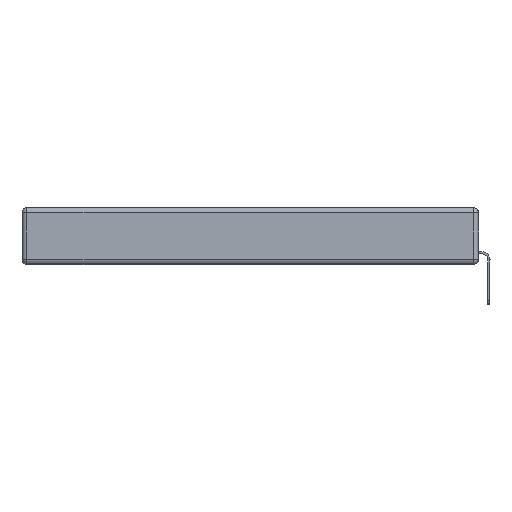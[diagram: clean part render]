
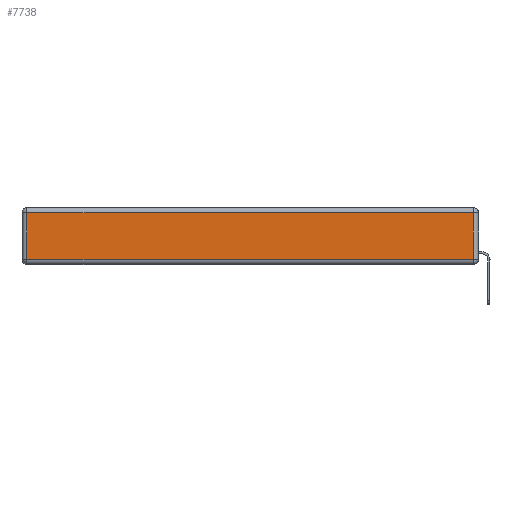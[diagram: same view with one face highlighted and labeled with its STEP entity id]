
A CAD part, left-side view. The second image highlights one B-rep face of the part: STEP entity #7738.
In plain terms, the highlighted planar face has unit normal (-1, 0, 0).
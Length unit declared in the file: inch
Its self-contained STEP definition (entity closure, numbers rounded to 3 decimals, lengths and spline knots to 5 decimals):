
#107 = LINE ( 'NONE', #13185, #1153 ) ;
#123 = VERTEX_POINT ( 'NONE', #2492 ) ;
#465 = DIRECTION ( 'NONE',  ( 0., 0., 1. ) ) ;
#1153 = VECTOR ( 'NONE', #4305, 39.37008 ) ;
#1587 = ORIENTED_EDGE ( 'NONE', *, *, #5707, .T. ) ;
#1693 = CARTESIAN_POINT ( 'NONE',  ( 0., 0., -0.343 ) ) ;
#2225 = VECTOR ( 'NONE', #3871, 39.37008 ) ;
#2492 = CARTESIAN_POINT ( 'NONE',  ( 0., 0.03, -0.313 ) ) ;
#3186 = VERTEX_POINT ( 'NONE', #6457 ) ;
#3660 = AXIS2_PLACEMENT_3D ( 'NONE', #1693, #10670, #11678 ) ;
#3781 = PLANE ( 'NONE',  #3660 ) ;
#3871 = DIRECTION ( 'NONE',  ( 0., -1., 0. ) ) ;
#4305 = DIRECTION ( 'NONE',  ( 0., 1., 0. ) ) ;
#5699 = LINE ( 'NONE', #9915, #2225 ) ;
#5707 = EDGE_CURVE ( 'NONE', #3186, #7393, #6175, .T. ) ;
#6175 = LINE ( 'NONE', #12114, #12909 ) ;
#6457 = CARTESIAN_POINT ( 'NONE',  ( 0., 2.72, -0.03 ) ) ;
#6466 = ORIENTED_EDGE ( 'NONE', *, *, #11180, .T. ) ;
#7393 = VERTEX_POINT ( 'NONE', #7897 ) ;
#7653 = CARTESIAN_POINT ( 'NONE',  ( 0., 0.03, -0.343 ) ) ;
#7738 = ADVANCED_FACE ( 'NONE', ( #10866 ), #3781, .T. ) ;
#7897 = CARTESIAN_POINT ( 'NONE',  ( 0., 2.72, -0.313 ) ) ;
#8372 = EDGE_CURVE ( 'NONE', #123, #13193, #10580, .T. ) ;
#8419 = VECTOR ( 'NONE', #465, 39.37008 ) ;
#9300 = ORIENTED_EDGE ( 'NONE', *, *, #10389, .T. ) ;
#9915 = CARTESIAN_POINT ( 'NONE',  ( 0., 0., -0.313 ) ) ;
#10389 = EDGE_CURVE ( 'NONE', #13193, #3186, #107, .T. ) ;
#10429 = CARTESIAN_POINT ( 'NONE',  ( 0., 0.03, -0.03 ) ) ;
#10580 = LINE ( 'NONE', #7653, #8419 ) ;
#10670 = DIRECTION ( 'NONE',  ( -1., 0., 0. ) ) ;
#10866 = FACE_OUTER_BOUND ( 'NONE', #11587, .T. ) ;
#11093 = DIRECTION ( 'NONE',  ( 0., 0., -1. ) ) ;
#11180 = EDGE_CURVE ( 'NONE', #7393, #123, #5699, .T. ) ;
#11587 = EDGE_LOOP ( 'NONE', ( #6466, #12922, #9300, #1587 ) ) ;
#11678 = DIRECTION ( 'NONE',  ( 0., 0., 1. ) ) ;
#12114 = CARTESIAN_POINT ( 'NONE',  ( 0., 2.72, -0.343 ) ) ;
#12909 = VECTOR ( 'NONE', #11093, 39.37008 ) ;
#12922 = ORIENTED_EDGE ( 'NONE', *, *, #8372, .T. ) ;
#13185 = CARTESIAN_POINT ( 'NONE',  ( 0., 2.75, -0.03 ) ) ;
#13193 = VERTEX_POINT ( 'NONE', #10429 ) ;
